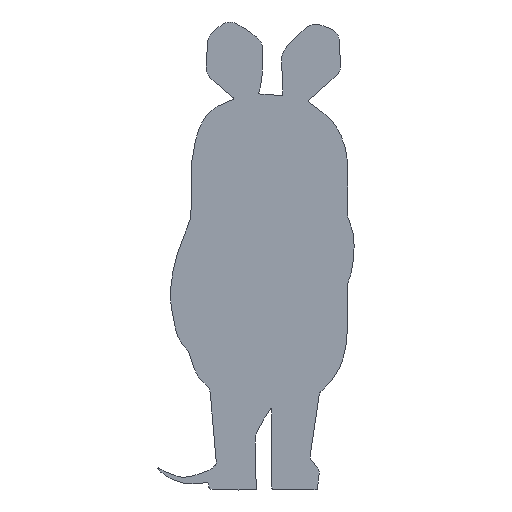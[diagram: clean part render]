
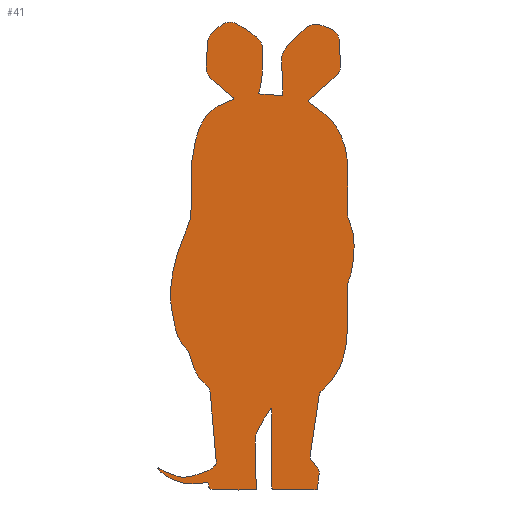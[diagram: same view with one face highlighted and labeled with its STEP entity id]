
A CAD part, front view. The second image highlights one B-rep face of the part: STEP entity #41.
In plain terms, the highlighted planar face has unit normal (0, -1, 0).
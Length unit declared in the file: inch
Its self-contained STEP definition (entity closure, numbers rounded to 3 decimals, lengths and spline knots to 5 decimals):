
#16=PLANE('',#63);
#19=FACE_OUTER_BOUND('',#22,.T.);
#22=EDGE_LOOP('',(#37));
#25=B_SPLINE_CURVE_WITH_KNOTS('',4,(#267,#268,#269,#270,#271,#272,#273,
#274,#275,#276,#277,#278,#279,#280,#281,#282,#283,#284,#285,#286,#287,#288,
#289,#290,#291,#292,#293,#294,#295,#296,#297,#298,#299,#300,#301,#302,#303,
#304,#305,#306,#307,#308,#309,#310,#311,#312,#313,#314,#315,#316,#317,#318,
#319,#320,#321,#322,#323,#324,#325,#326,#327,#328,#329,#330,#331,#332,#333,
#334,#335,#336,#337,#338,#339,#340,#341,#342,#343,#344,#345,#346,#347,#348,
#349,#350,#351,#352,#353,#354,#355,#356,#357,#358,#359,#360,#361,#362,#363),
 .UNSPECIFIED.,.T.,.F.,(5,1,1,1,1,1,1,1,1,1,1,1,1,1,1,1,1,1,1,1,1,1,1,1,
1,1,1,1,1,1,1,1,1,1,1,1,1,1,1,1,1,1,1,1,1,1,1,1,1,1,1,1,1,1,1,1,1,1,1,1,
1,1,1,1,1,1,1,1,1,1,1,1,1,1,1,1,1,1,1,1,1,1,1,1,1,1,1,1,1,1,1,1,1,5),(1.,
2.,3.,4.,5.,6.,7.,8.,9.,10.,11.,12.,13.,14.,15.,16.,17.,18.,19.,20.,21.,
22.,23.,24.,25.,26.,27.,28.,29.,30.,31.,32.,33.,34.,35.,36.,37.,38.,39.,
40.,41.,42.,43.,44.,45.,46.,47.,48.,49.,50.,51.,52.,53.,54.,55.,56.,57.,
58.,59.,60.,61.,62.,63.,64.,65.,66.,67.,68.,69.,70.,71.,72.,73.,74.,75.,
76.,77.,78.,79.,80.,81.,82.,83.,84.,85.,86.,87.,88.,89.,90.,91.,92.,93.,
94.),.UNSPECIFIED.);
#27=VERTEX_POINT('',#266);
#29=EDGE_CURVE('',#27,#27,#25,.T.);
#37=ORIENTED_EDGE('',*,*,#29,.F.);
#41=ADVANCED_FACE('',(#19),#16,.F.);
#63=AXIS2_PLACEMENT_3D('',#464,#69,#70);
#69=DIRECTION('center_axis',(0.,1.,0.));
#70=DIRECTION('ref_axis',(0.,0.,1.));
#266=CARTESIAN_POINT('',(-7.76944,0.,-5.046));
#267=CARTESIAN_POINT('Ctrl Pts',(-7.76944,0.,-5.046));
#268=CARTESIAN_POINT('Ctrl Pts',(-7.79398,0.,-4.28392));
#269=CARTESIAN_POINT('Ctrl Pts',(-7.76944,0.,-3.72656));
#270=CARTESIAN_POINT('Ctrl Pts',(-7.71401,0.,-3.23933));
#271=CARTESIAN_POINT('Ctrl Pts',(-7.45701,0.,-2.44318));
#272=CARTESIAN_POINT('Ctrl Pts',(-6.9401,0.,-2.21319));
#273=CARTESIAN_POINT('Ctrl Pts',(-6.65711,0.,-2.12091));
#274=CARTESIAN_POINT('Ctrl Pts',(-6.72601,0.,-2.08892));
#275=CARTESIAN_POINT('Ctrl Pts',(-7.41256,0.,-1.52541));
#276=CARTESIAN_POINT('Ctrl Pts',(-7.40149,0.,-1.42452));
#277=CARTESIAN_POINT('Ctrl Pts',(-7.37688,0.,-0.65184));
#278=CARTESIAN_POINT('Ctrl Pts',(-7.31659,0.,-0.52388));
#279=CARTESIAN_POINT('Ctrl Pts',(-6.89457,0.,-0.18306));
#280=CARTESIAN_POINT('Ctrl Pts',(-6.68541,0.,-0.20521));
#281=CARTESIAN_POINT('Ctrl Pts',(-6.01042,0.,-0.67522));
#282=CARTESIAN_POINT('Ctrl Pts',(-6.01042,0.,-0.7921));
#283=CARTESIAN_POINT('Ctrl Pts',(-5.98532,0.,-1.54263));
#284=CARTESIAN_POINT('Ctrl Pts',(-6.08745,0.,-1.95235));
#285=CARTESIAN_POINT('Ctrl Pts',(-6.13051,0.,-2.01141));
#286=CARTESIAN_POINT('Ctrl Pts',(-5.9521,0.,-1.99172));
#287=CARTESIAN_POINT('Ctrl Pts',(-5.53254,0.,-2.0434));
#288=CARTESIAN_POINT('Ctrl Pts',(-5.46856,0.,-2.07662));
#289=CARTESIAN_POINT('Ctrl Pts',(-5.56823,0.,-1.2941));
#290=CARTESIAN_POINT('Ctrl Pts',(-5.53624,0.,-0.92744));
#291=CARTESIAN_POINT('Ctrl Pts',(-5.32953,0.,-0.77119));
#292=CARTESIAN_POINT('Ctrl Pts',(-4.85091,0.,-0.19168));
#293=CARTESIAN_POINT('Ctrl Pts',(-4.53348,0.,-0.31102));
#294=CARTESIAN_POINT('Ctrl Pts',(-4.15944,0.,-0.44883));
#295=CARTESIAN_POINT('Ctrl Pts',(-4.09423,0.,-0.67522));
#296=CARTESIAN_POINT('Ctrl Pts',(-4.07577,0.,-1.39376));
#297=CARTESIAN_POINT('Ctrl Pts',(-4.07577,0.,-1.45405));
#298=CARTESIAN_POINT('Ctrl Pts',(-4.80047,0.,-2.1123));
#299=CARTESIAN_POINT('Ctrl Pts',(-4.8706,0.,-2.15413));
#300=CARTESIAN_POINT('Ctrl Pts',(-4.93212,0.,-2.19228));
#301=CARTESIAN_POINT('Ctrl Pts',(-4.31078,0.,-2.53555));
#302=CARTESIAN_POINT('Ctrl Pts',(-3.98473,0.,-3.13352));
#303=CARTESIAN_POINT('Ctrl Pts',(-3.86784,0.,-3.75732));
#304=CARTESIAN_POINT('Ctrl Pts',(-3.92321,0.,-4.97293));
#305=CARTESIAN_POINT('Ctrl Pts',(-3.92321,0.,-4.99139));
#306=CARTESIAN_POINT('Ctrl Pts',(-3.82601,0.,-5.23746));
#307=CARTESIAN_POINT('Ctrl Pts',(-3.73619,0.,-5.53522));
#308=CARTESIAN_POINT('Ctrl Pts',(-3.75342,0.,-6.17871));
#309=CARTESIAN_POINT('Ctrl Pts',(-3.88137,0.,-6.59211));
#310=CARTESIAN_POINT('Ctrl Pts',(-3.91336,0.,-6.6241));
#311=CARTESIAN_POINT('Ctrl Pts',(-3.90229,0.,-6.68193));
#312=CARTESIAN_POINT('Ctrl Pts',(-3.88876,0.,-7.97629));
#313=CARTESIAN_POINT('Ctrl Pts',(-4.01918,0.,-8.59394));
#314=CARTESIAN_POINT('Ctrl Pts',(-4.22711,0.,-8.95567));
#315=CARTESIAN_POINT('Ctrl Pts',(-4.45965,0.,-9.22882));
#316=CARTESIAN_POINT('Ctrl Pts',(-4.6073,0.,-9.33094));
#317=CARTESIAN_POINT('Ctrl Pts',(-4.6073,0.,-9.36293));
#318=CARTESIAN_POINT('Ctrl Pts',(-4.88167,0.,-10.94151));
#319=CARTESIAN_POINT('Ctrl Pts',(-4.82754,0.,-10.99195));
#320=CARTESIAN_POINT('Ctrl Pts',(-4.60607,0.,-11.23926));
#321=CARTESIAN_POINT('Ctrl Pts',(-4.60607,0.,-11.32908));
#322=CARTESIAN_POINT('Ctrl Pts',(-4.65651,0.,-11.69081));
#323=CARTESIAN_POINT('Ctrl Pts',(-4.65651,0.,-11.7228));
#324=CARTESIAN_POINT('Ctrl Pts',(-4.65651,0.,-11.74002));
#325=CARTESIAN_POINT('Ctrl Pts',(-5.72202,0.,-11.7511));
#326=CARTESIAN_POINT('Ctrl Pts',(-5.78354,0.,-11.73756));
#327=CARTESIAN_POINT('Ctrl Pts',(-5.78354,0.,-11.67358));
#328=CARTESIAN_POINT('Ctrl Pts',(-5.7722,0.,-9.63154));
#329=CARTESIAN_POINT('Ctrl Pts',(-5.7644,0.,-9.65917));
#330=CARTESIAN_POINT('Ctrl Pts',(-6.19938,0.,-10.36888));
#331=CARTESIAN_POINT('Ctrl Pts',(-6.19938,0.,-10.41793));
#332=CARTESIAN_POINT('Ctrl Pts',(-6.16042,0.,-11.76878));
#333=CARTESIAN_POINT('Ctrl Pts',(-6.16042,0.,-11.73647));
#334=CARTESIAN_POINT('Ctrl Pts',(-6.17797,0.,-11.74299));
#335=CARTESIAN_POINT('Ctrl Pts',(-7.3194,0.,-11.74299));
#336=CARTESIAN_POINT('Ctrl Pts',(-7.3194,0.,-11.7273));
#337=CARTESIAN_POINT('Ctrl Pts',(-7.34802,0.,-11.52552));
#338=CARTESIAN_POINT('Ctrl Pts',(-7.37106,0.,-11.55135));
#339=CARTESIAN_POINT('Ctrl Pts',(-7.57285,0.,-11.59813));
#340=CARTESIAN_POINT('Ctrl Pts',(-7.85981,0.,-11.59813));
#341=CARTESIAN_POINT('Ctrl Pts',(-8.05322,0.,-11.55485));
#342=CARTESIAN_POINT('Ctrl Pts',(-8.33809,0.,-11.44592));
#343=CARTESIAN_POINT('Ctrl Pts',(-8.5692,0.,-11.26299));
#344=CARTESIAN_POINT('Ctrl Pts',(-8.59573,0.,-11.19806));
#345=CARTESIAN_POINT('Ctrl Pts',(-8.5596,0.,-11.17144));
#346=CARTESIAN_POINT('Ctrl Pts',(-8.52448,0.,-11.25173));
#347=CARTESIAN_POINT('Ctrl Pts',(-8.0904,0.,-11.41482));
#348=CARTESIAN_POINT('Ctrl Pts',(-7.94487,0.,-11.46249));
#349=CARTESIAN_POINT('Ctrl Pts',(-7.3728,0.,-11.30693));
#350=CARTESIAN_POINT('Ctrl Pts',(-7.1269,0.,-11.13882));
#351=CARTESIAN_POINT('Ctrl Pts',(-7.1269,0.,-11.01838));
#352=CARTESIAN_POINT('Ctrl Pts',(-7.29501,0.,-9.28961));
#353=CARTESIAN_POINT('Ctrl Pts',(-7.29501,0.,-9.24193));
#354=CARTESIAN_POINT('Ctrl Pts',(-7.52334,0.,-9.05375));
#355=CARTESIAN_POINT('Ctrl Pts',(-7.68894,0.,-8.82793));
#356=CARTESIAN_POINT('Ctrl Pts',(-7.8141,0.,-8.30238));
#357=CARTESIAN_POINT('Ctrl Pts',(-7.87514,0.,-8.27081));
#358=CARTESIAN_POINT('Ctrl Pts',(-8.1174,0.,-8.03394));
#359=CARTESIAN_POINT('Ctrl Pts',(-8.2233,0.,-7.43635));
#360=CARTESIAN_POINT('Ctrl Pts',(-8.31408,0.,-6.92197));
#361=CARTESIAN_POINT('Ctrl Pts',(-8.23843,0.,-6.42272));
#362=CARTESIAN_POINT('Ctrl Pts',(-8.07958,0.,-5.74949));
#363=CARTESIAN_POINT('Ctrl Pts',(-7.76944,0.,-5.046));
#464=CARTESIAN_POINT('Origin',(-6.16596,0.,-5.97592));
